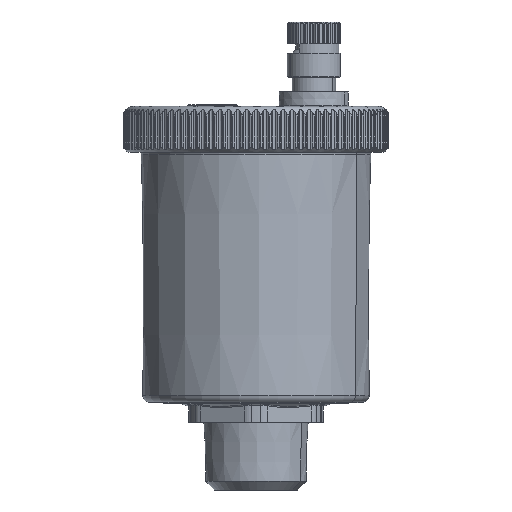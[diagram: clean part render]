
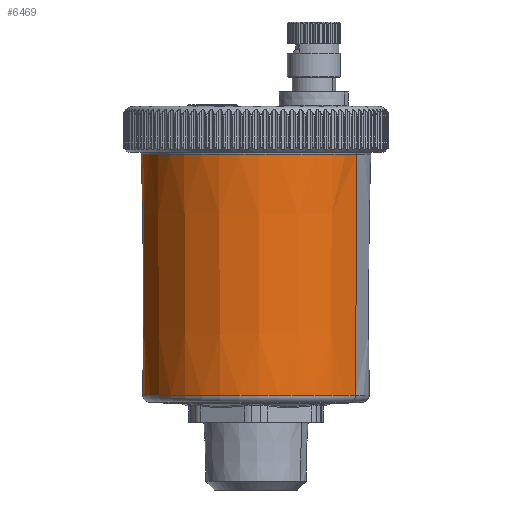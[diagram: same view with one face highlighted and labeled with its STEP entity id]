
A CAD part, left-side view. The second image highlights one B-rep face of the part: STEP entity #6469.
In plain terms, the highlighted conical face has half-angle 0.333 degrees and reference radius 23.5 mm.
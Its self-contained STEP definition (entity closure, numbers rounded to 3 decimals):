
#6388=CARTESIAN_POINT('Vertex',(-11.27,54.608,-68.244)) ;
#6391=CARTESIAN_POINT('Axis2P3D Location',(0.,75.238,-68.244)) ;
#6395=CARTESIAN_POINT('Vertex',(11.27,95.869,-68.244)) ;
#6427=CARTESIAN_POINT('Axis2P3D Location',(0.,75.238,-69.659)) ;
#6432=CARTESIAN_POINT('Line Origine',(-11.338,54.483,-43.82)) ;
#6436=CARTESIAN_POINT('Vertex',(-11.41,54.353,-18.268)) ;
#6439=CARTESIAN_POINT('Line Origine',(11.338,95.993,-43.82)) ;
#6443=CARTESIAN_POINT('Vertex',(11.41,96.123,-18.268)) ;
#6458=CARTESIAN_POINT('Axis2P3D Location',(0.,75.238,-18.268)) ;
#6434=VECTOR('Line Direction',#6433,1.) ;
#6441=VECTOR('Line Direction',#6440,1.) ;
#6392=DIRECTION('Axis2P3D Direction',(-0.,0.,1.)) ;
#6428=DIRECTION('Axis2P3D Direction',(0.,0.,1.)) ;
#6429=DIRECTION('Axis2P3D XDirection',(-0.479,-0.878,0.)) ;
#6433=DIRECTION('Vector Direction',(-0.003,-0.005,1.)) ;
#6440=DIRECTION('Vector Direction',(0.003,0.005,1.)) ;
#6459=DIRECTION('Axis2P3D Direction',(0.,0.,1.)) ;
#6393=AXIS2_PLACEMENT_3D('Circle Axis2P3D',#6391,#6392,$) ;
#6430=AXIS2_PLACEMENT_3D('Cone Axis2P3D',#6427,#6428,#6429) ;
#6460=AXIS2_PLACEMENT_3D('Circle Axis2P3D',#6458,#6459,$) ;
#6435=LINE('Line',#6432,#6434) ;
#6442=LINE('Line',#6439,#6441) ;
#6394=CIRCLE('generated circle',#6393,23.508) ;
#6461=CIRCLE('generated circle',#6460,23.798) ;
#6431=CONICAL_SURFACE('Cone',#6430,23.5,0.006) ;
#6397=EDGE_CURVE('',#6389,#6396,#6394,.F.) ;
#6438=EDGE_CURVE('',#6437,#6389,#6435,.F.) ;
#6445=EDGE_CURVE('',#6444,#6396,#6442,.F.) ;
#6462=EDGE_CURVE('',#6444,#6437,#6461,.T.) ;
#6464=ORIENTED_EDGE('',*,*,#6445,.T.) ;
#6465=ORIENTED_EDGE('',*,*,#6397,.F.) ;
#6466=ORIENTED_EDGE('',*,*,#6438,.F.) ;
#6467=ORIENTED_EDGE('',*,*,#6462,.F.) ;
#6463=EDGE_LOOP('',(#6464,#6465,#6466,#6467)) ;
#6389=VERTEX_POINT('',#6388) ;
#6396=VERTEX_POINT('',#6395) ;
#6437=VERTEX_POINT('',#6436) ;
#6444=VERTEX_POINT('',#6443) ;
#6469=ADVANCED_FACE('PartBody',(#6468),#6431,.T.) ;
#6468=FACE_OUTER_BOUND('',#6463,.T.) ;
